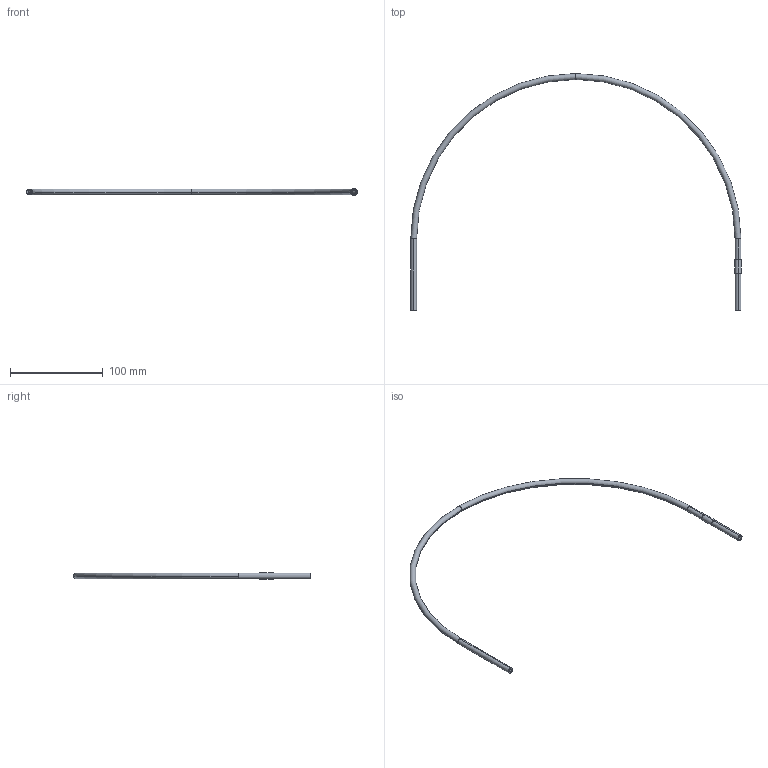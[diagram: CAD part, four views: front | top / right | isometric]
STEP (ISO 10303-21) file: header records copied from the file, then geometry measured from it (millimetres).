
FILE_DESCRIPTION (( 'STEP AP203' ), '1' );
FILE_NAME ('1266-Z2P-B.STEP', '2013-09-23T13:52:37', ( 'The M瞁潎in' ), ( '' ), 'SwSTEP 2.0', 'SolidWorks 2013', '' );
FILE_SCHEMA (( 'CONFIG_CONTROL_DESIGN' ));
Length unit declared in the file: millimetre
Products named in the file (1): 1266-Z2P-B
Bounding box: 356.82 x 255.75 x 7 mm (x, y, z)
Volume: 16824.7 mm3; surface area: 21192.9 mm2
Topology: 1 solids, 1 shells, 26 faces, 60 edges, 38 vertices
Faces by surface type: cylinder 12, torus 8, plane 4, cone 2
Entity records: 843 total; most frequent: DIRECTION 160, CARTESIAN_POINT 125, ORIENTED_EDGE 120, AXIS2_PLACEMENT_3D 73, EDGE_CURVE 60, CIRCLE 46, VERTEX_POINT 38, EDGE_LOOP 30
